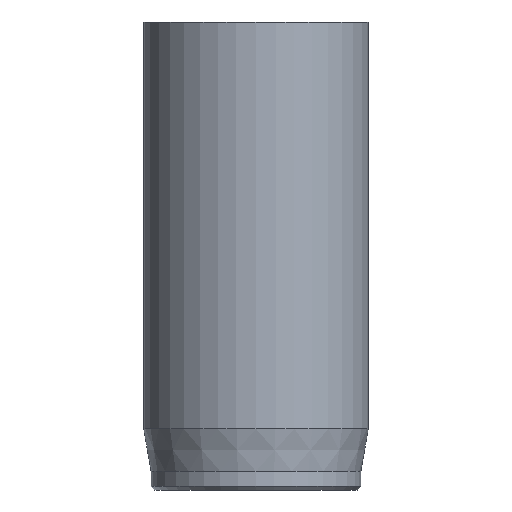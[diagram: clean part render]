
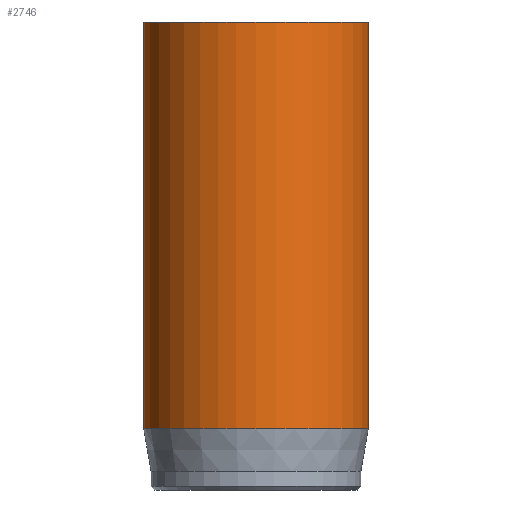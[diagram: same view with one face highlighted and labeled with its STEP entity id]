
A CAD part, front view. The second image highlights one B-rep face of the part: STEP entity #2746.
In plain terms, the highlighted cylindrical face has radius 6 mm (diameter 12 mm), a full revolution.
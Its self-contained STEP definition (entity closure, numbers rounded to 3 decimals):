
#44=CYLINDRICAL_SURFACE('',#2918,6.);
#62=CIRCLE('',#2916,6.);
#63=CIRCLE('',#2917,6.);
#64=CIRCLE('',#2919,6.);
#243=FACE_OUTER_BOUND('',#398,.T.);
#398=EDGE_LOOP('',(#2190,#2191,#2192,#2193,#2194));
#603=LINE('',#4665,#819);
#819=VECTOR('',#3231,6.);
#1232=VERTEX_POINT('',#4657);
#1233=VERTEX_POINT('',#4658);
#1234=VERTEX_POINT('',#4663);
#1593=EDGE_CURVE('',#1232,#1233,#62,.T.);
#1594=EDGE_CURVE('',#1233,#1232,#63,.T.);
#1596=EDGE_CURVE('',#1234,#1234,#64,.T.);
#1597=EDGE_CURVE('',#1234,#1232,#603,.T.);
#2190=ORIENTED_EDGE('',*,*,#1596,.T.);
#2191=ORIENTED_EDGE('',*,*,#1597,.T.);
#2192=ORIENTED_EDGE('',*,*,#1593,.T.);
#2193=ORIENTED_EDGE('',*,*,#1594,.T.);
#2194=ORIENTED_EDGE('',*,*,#1597,.F.);
#2746=ADVANCED_FACE('',(#243),#44,.T.);
#2916=AXIS2_PLACEMENT_3D('',#4659,#3222,#3223);
#2917=AXIS2_PLACEMENT_3D('',#4660,#3224,#3225);
#2918=AXIS2_PLACEMENT_3D('',#4662,#3227,#3228);
#2919=AXIS2_PLACEMENT_3D('',#4664,#3229,#3230);
#3222=DIRECTION('center_axis',(0.,0.,1.));
#3223=DIRECTION('ref_axis',(-1.,0.,0.));
#3224=DIRECTION('center_axis',(0.,0.,1.));
#3225=DIRECTION('ref_axis',(-1.,0.,0.));
#3227=DIRECTION('center_axis',(0.,0.,1.));
#3228=DIRECTION('ref_axis',(-1.,0.,0.));
#3229=DIRECTION('center_axis',(0.,0.,-1.));
#3230=DIRECTION('ref_axis',(-1.,0.,0.));
#3231=DIRECTION('',(0.,0.,-1.));
#4657=CARTESIAN_POINT('',(6.,0.,3.269));
#4658=CARTESIAN_POINT('',(-6.,0.,3.269));
#4659=CARTESIAN_POINT('Origin',(0.,0.,3.269));
#4660=CARTESIAN_POINT('Origin',(0.,0.,3.269));
#4662=CARTESIAN_POINT('Origin',(0.,0.,0.));
#4663=CARTESIAN_POINT('',(6.,0.,25.));
#4664=CARTESIAN_POINT('Origin',(0.,0.,25.));
#4665=CARTESIAN_POINT('',(6.,0.,0.));
